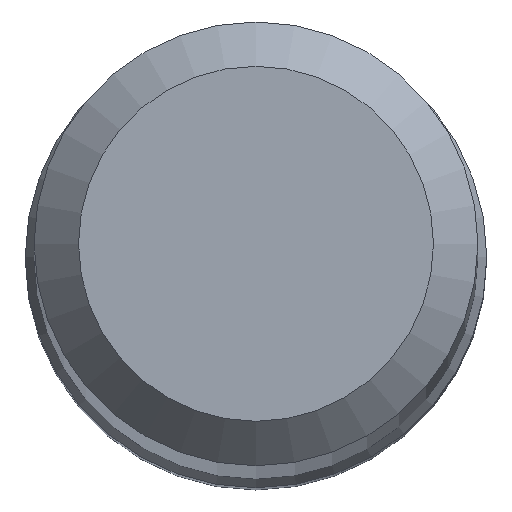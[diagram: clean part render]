
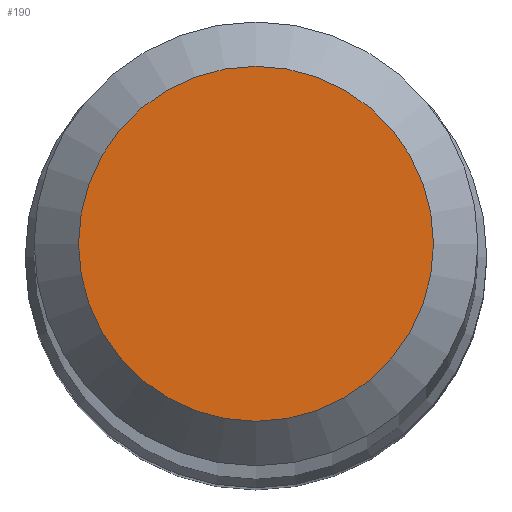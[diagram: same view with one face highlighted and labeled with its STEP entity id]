
A CAD part, top view. The second image highlights one B-rep face of the part: STEP entity #190.
In plain terms, the highlighted planar face has unit normal (0, 0, 1).
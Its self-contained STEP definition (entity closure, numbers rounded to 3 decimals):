
#9 = AXIS2_PLACEMENT_3D ( 'NONE', #160, #87, #213 ) ;
#34 = VERTEX_POINT ( 'NONE', #214 ) ;
#41 = EDGE_LOOP ( 'NONE', ( #101 ) ) ;
#87 = DIRECTION ( 'NONE',  ( 0., 0., -1. ) ) ;
#101 = ORIENTED_EDGE ( 'NONE', *, *, #184, .F. ) ;
#118 = AXIS2_PLACEMENT_3D ( 'NONE', #199, #166, #235 ) ;
#139 = FACE_OUTER_BOUND ( 'NONE', #41, .T. ) ;
#160 = CARTESIAN_POINT ( 'NONE',  ( 0., 0., 80. ) ) ;
#166 = DIRECTION ( 'NONE',  ( 0., 0., -1. ) ) ;
#184 = EDGE_CURVE ( 'NONE', #34, #34, #222, .T. ) ;
#190 = ADVANCED_FACE ( 'NONE', ( #139 ), #232, .F. ) ;
#199 = CARTESIAN_POINT ( 'NONE',  ( 0., 0., 80. ) ) ;
#213 = DIRECTION ( 'NONE',  ( 0., 1., 0. ) ) ;
#214 = CARTESIAN_POINT ( 'NONE',  ( 0., 1.6, 80. ) ) ;
#222 = CIRCLE ( 'NONE', #118, 1.6 ) ;
#232 = PLANE ( 'NONE',  #9 ) ;
#235 = DIRECTION ( 'NONE',  ( 0., 1., 0. ) ) ;
